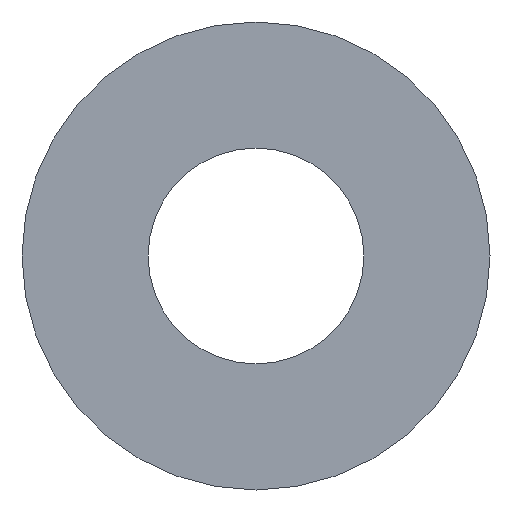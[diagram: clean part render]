
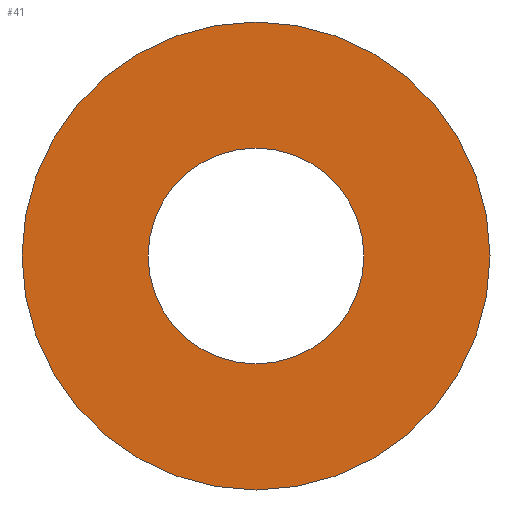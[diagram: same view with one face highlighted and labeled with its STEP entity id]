
A CAD part, front view. The second image highlights one B-rep face of the part: STEP entity #41.
In plain terms, the highlighted planar face has unit normal (0, -1, 0).
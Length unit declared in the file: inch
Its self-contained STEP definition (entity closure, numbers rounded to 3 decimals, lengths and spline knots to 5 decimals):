
#10 = EDGE_LOOP ( 'NONE', ( #18, #16 ) ) ;
#13 = ORIENTED_EDGE ( 'NONE', *, *, #31, .F. ) ;
#16 = ORIENTED_EDGE ( 'NONE', *, *, #17, .T. ) ;
#17 = EDGE_CURVE ( 'NONE', #22, #27, #148, .T. ) ;
#18 = ORIENTED_EDGE ( 'NONE', *, *, #26, .T. ) ;
#22 = VERTEX_POINT ( 'NONE', #178 ) ;
#26 = EDGE_CURVE ( 'NONE', #27, #22, #152, .T. ) ;
#27 = VERTEX_POINT ( 'NONE', #133 ) ;
#31 = EDGE_CURVE ( 'NONE', #32, #36, #84, .T. ) ;
#32 = VERTEX_POINT ( 'NONE', #79 ) ;
#36 = VERTEX_POINT ( 'NONE', #109 ) ;
#37 = EDGE_CURVE ( 'NONE', #36, #32, #107, .T. ) ;
#38 = ORIENTED_EDGE ( 'NONE', *, *, #37, .F. ) ;
#39 = EDGE_LOOP ( 'NONE', ( #38, #13 ) ) ;
#41 = ADVANCED_FACE ( 'NONE', ( #99, #94 ), #92, .F. ) ;
#79 = CARTESIAN_POINT ( 'NONE',  ( 0., 0., 0.1875 ) ) ;
#80 = DIRECTION ( 'NONE',  ( 0., 0., 1. ) ) ;
#81 = DIRECTION ( 'NONE',  ( 0., 1., 0. ) ) ;
#82 = CARTESIAN_POINT ( 'NONE',  ( 0., 0., 0. ) ) ;
#83 = AXIS2_PLACEMENT_3D ( 'NONE', #82, #81, #80 ) ;
#84 = CIRCLE ( 'NONE', #83, 0.1875 ) ;
#88 = DIRECTION ( 'NONE',  ( 0., 0., 1. ) ) ;
#89 = DIRECTION ( 'NONE',  ( 0., 1., 0. ) ) ;
#90 = CARTESIAN_POINT ( 'NONE',  ( 0., 0., 0. ) ) ;
#91 = AXIS2_PLACEMENT_3D ( 'NONE', #90, #89, #88 ) ;
#92 = PLANE ( 'NONE',  #91 ) ;
#94 = FACE_BOUND ( 'NONE', #10, .T. ) ;
#99 = FACE_OUTER_BOUND ( 'NONE', #39, .T. ) ;
#103 = DIRECTION ( 'NONE',  ( 0., 0., 1. ) ) ;
#104 = DIRECTION ( 'NONE',  ( 0., 1., 0. ) ) ;
#105 = CARTESIAN_POINT ( 'NONE',  ( 0., 0., 0. ) ) ;
#106 = AXIS2_PLACEMENT_3D ( 'NONE', #105, #104, #103 ) ;
#107 = CIRCLE ( 'NONE', #106, 0.1875 ) ;
#109 = CARTESIAN_POINT ( 'NONE',  ( 0., 0., -0.1875 ) ) ;
#133 = CARTESIAN_POINT ( 'NONE',  ( 0., 0., -0.0865 ) ) ;
#134 = DIRECTION ( 'NONE',  ( 0., 0., 1. ) ) ;
#135 = DIRECTION ( 'NONE',  ( 0., 1., 0. ) ) ;
#136 = CARTESIAN_POINT ( 'NONE',  ( 0., 0., 0. ) ) ;
#148 = CIRCLE ( 'NONE', #177, 0.0865 ) ;
#151 = AXIS2_PLACEMENT_3D ( 'NONE', #136, #135, #134 ) ;
#152 = CIRCLE ( 'NONE', #151, 0.0865 ) ;
#174 = DIRECTION ( 'NONE',  ( 0., 0., 1. ) ) ;
#175 = DIRECTION ( 'NONE',  ( 0., 1., 0. ) ) ;
#176 = CARTESIAN_POINT ( 'NONE',  ( 0., 0., 0. ) ) ;
#177 = AXIS2_PLACEMENT_3D ( 'NONE', #176, #175, #174 ) ;
#178 = CARTESIAN_POINT ( 'NONE',  ( 0., 0., 0.0865 ) ) ;
